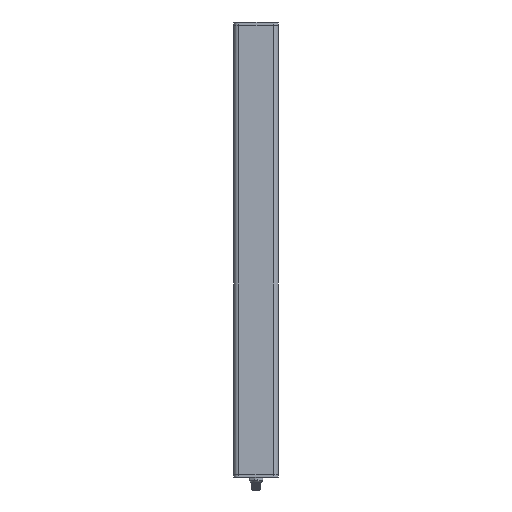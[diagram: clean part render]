
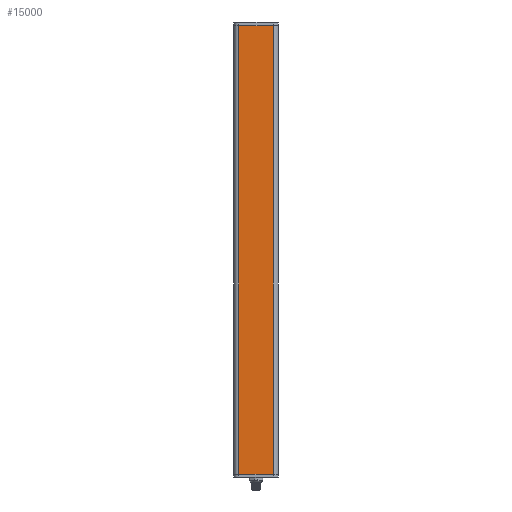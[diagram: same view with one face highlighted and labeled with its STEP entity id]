
A CAD part, front view. The second image highlights one B-rep face of the part: STEP entity #15000.
In plain terms, the highlighted planar face has unit normal (0, -1, 0).
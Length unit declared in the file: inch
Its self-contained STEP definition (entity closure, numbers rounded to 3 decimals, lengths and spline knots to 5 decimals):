
#1609=DIRECTION('',(-1.,0.,0.));
#1610=VECTOR('',#1609,1.78741);
#1611=CARTESIAN_POINT('',(0.89371,-0.64173,
23.54331));
#1612=LINE('',#1611,#1610);
#1613=DIRECTION('',(0.,0.,-1.));
#1614=VECTOR('',#1613,23.54331);
#1615=CARTESIAN_POINT('',(0.89371,-0.64173,
23.54331));
#1616=LINE('',#1615,#1614);
#1617=DIRECTION('',(1.,0.,0.));
#1618=VECTOR('',#1617,1.78741);
#1619=CARTESIAN_POINT('',(-0.89371,-0.64173,
0.));
#1620=LINE('',#1619,#1618);
#1621=DIRECTION('',(0.,0.,-1.));
#1622=VECTOR('',#1621,23.54331);
#1623=CARTESIAN_POINT('',(-0.89371,-0.64173,
23.54331));
#1624=LINE('',#1623,#1622);
#11875=CARTESIAN_POINT('',(-0.89371,-0.64173,
0.));
#11876=CARTESIAN_POINT('',(0.89371,-0.64173,0.));
#11877=VERTEX_POINT('',#11875);
#11878=VERTEX_POINT('',#11876);
#12814=CARTESIAN_POINT('',(0.89371,-0.64173,
23.54331));
#12815=CARTESIAN_POINT('',(-0.89371,-0.64173,
23.54331));
#12816=VERTEX_POINT('',#12814);
#12817=VERTEX_POINT('',#12815);
#14988=CARTESIAN_POINT('',(-1.16929,-0.64173,0.));
#14989=DIRECTION('',(0.,-1.,0.));
#14990=DIRECTION('',(1.,0.,0.));
#14991=AXIS2_PLACEMENT_3D('',#14988,#14989,#14990);
#14992=PLANE('',#14991);
#14994=ORIENTED_EDGE('',*,*,#14993,.F.);
#14995=ORIENTED_EDGE('',*,*,#14957,.T.);
#14996=ORIENTED_EDGE('',*,*,#14980,.F.);
#14997=ORIENTED_EDGE('',*,*,#14563,.F.);
#14998=EDGE_LOOP('',(#14994,#14995,#14996,#14997));
#14999=FACE_OUTER_BOUND('',#14998,.F.);
#15000=ADVANCED_FACE('',(#14999),#14992,.T.);
#14563=EDGE_CURVE('',#12817,#11877,#1624,.T.);
#14957=EDGE_CURVE('',#12816,#11878,#1616,.T.);
#14980=EDGE_CURVE('',#11877,#11878,#1620,.T.);
#14993=EDGE_CURVE('',#12816,#12817,#1612,.T.);
